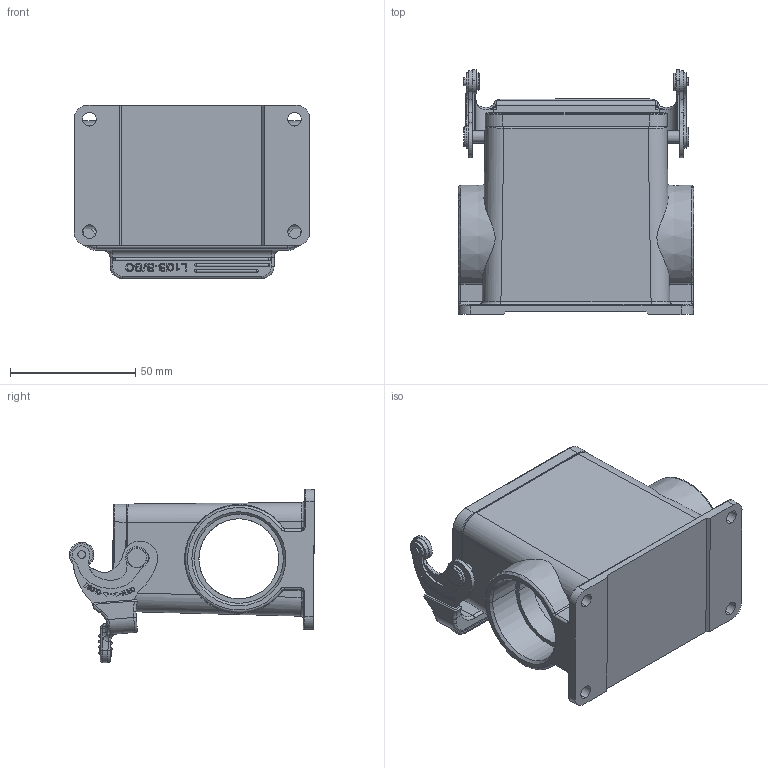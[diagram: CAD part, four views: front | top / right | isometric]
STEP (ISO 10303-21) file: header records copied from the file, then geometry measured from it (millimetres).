
FILE_DESCRIPTION((''),'2;1');
FILE_NAME('PRT0363','2017-09-26T',('dm.li'),(''),'PRO/ENGINEER BY PARAMETRIC TECHNOLOGY CORPORATION, 2012480','PRO/ENGINEER BY PARAMETRIC TECHNOLOGY CORPORATION, 2012480','');
FILE_SCHEMA(('AUTOMOTIVE_DESIGN { 1 0 10303 214 1 1 1 1 }'));
Length unit declared in the file: millimetre
Products named in the file (1): PRT0363
Bounding box: 94.02 x 98.02 x 69.29 mm (x, y, z)
Volume: 125316.9 mm3; surface area: 56391.8 mm2
Topology: 1 solids, 15 shells, 1159 faces, 3129 edges, 2060 vertices
Faces by surface type: plane 456, extrusion 296, cylinder 263, bspline 50, torus 48, cone 32, sphere 14
Entity records: 44507 total; most frequent: CARTESIAN_POINT 13257, ORIENTED_EDGE 6222, DIRECTION 4949, EDGE_CURVE 3111, VERTEX_POINT 2060, VECTOR 1871, LINE 1575, AXIS2_PLACEMENT_3D 1539
